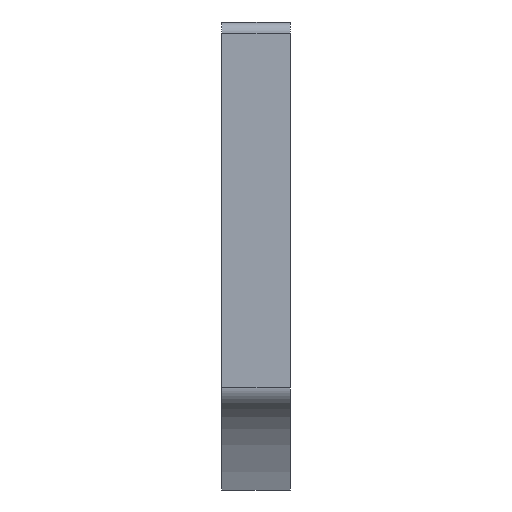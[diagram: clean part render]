
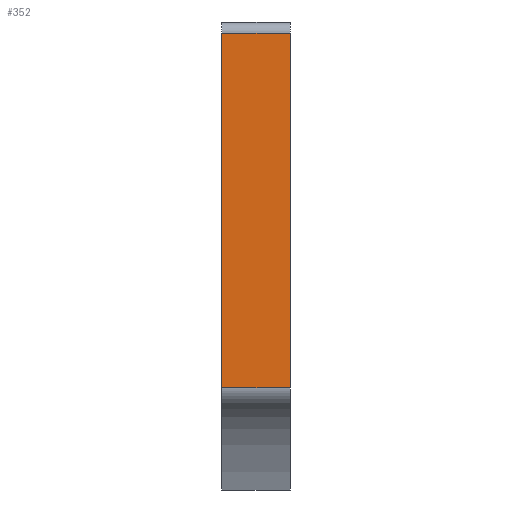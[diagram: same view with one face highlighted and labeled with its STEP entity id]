
A CAD part, left-side view. The second image highlights one B-rep face of the part: STEP entity #352.
In plain terms, the highlighted planar face has unit normal (-1, 0, 0).
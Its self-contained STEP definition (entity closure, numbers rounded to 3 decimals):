
#14 = CARTESIAN_POINT ( 'NONE',  ( -32.5, 3., 0. ) ) ;
#33 = CARTESIAN_POINT ( 'NONE',  ( -32.5, 3., -16. ) ) ;
#34 = VERTEX_POINT ( 'NONE', #414 ) ;
#38 = VERTEX_POINT ( 'NONE', #88 ) ;
#50 = VECTOR ( 'NONE', #93, 1000. ) ;
#72 = LINE ( 'NONE', #254, #151 ) ;
#78 = DIRECTION ( 'NONE',  ( 0., -1., 0. ) ) ;
#88 = CARTESIAN_POINT ( 'NONE',  ( -32.5, 0., -16. ) ) ;
#89 = PLANE ( 'NONE',  #470 ) ;
#93 = DIRECTION ( 'NONE',  ( 0., 0., 1. ) ) ;
#96 = VERTEX_POINT ( 'NONE', #395 ) ;
#104 = DIRECTION ( 'NONE',  ( 0., 0., 1. ) ) ;
#110 = EDGE_CURVE ( 'NONE', #137, #96, #363, .T. ) ;
#137 = VERTEX_POINT ( 'NONE', #33 ) ;
#151 = VECTOR ( 'NONE', #78, 1000. ) ;
#162 = VECTOR ( 'NONE', #399, 1000. ) ;
#164 = ORIENTED_EDGE ( 'NONE', *, *, #412, .T. ) ;
#166 = CARTESIAN_POINT ( 'NONE',  ( -32.5, 0., 0. ) ) ;
#168 = EDGE_CURVE ( 'NONE', #34, #96, #169, .T. ) ;
#169 = LINE ( 'NONE', #282, #162 ) ;
#178 = EDGE_CURVE ( 'NONE', #137, #38, #72, .T. ) ;
#185 = ORIENTED_EDGE ( 'NONE', *, *, #168, .T. ) ;
#237 = ORIENTED_EDGE ( 'NONE', *, *, #178, .T. ) ;
#238 = EDGE_LOOP ( 'NONE', ( #164, #185, #283, #237 ) ) ;
#249 = FACE_OUTER_BOUND ( 'NONE', #238, .T. ) ;
#254 = CARTESIAN_POINT ( 'NONE',  ( -32.5, 3., -16. ) ) ;
#282 = CARTESIAN_POINT ( 'NONE',  ( -32.5, 3., -0.5 ) ) ;
#283 = ORIENTED_EDGE ( 'NONE', *, *, #110, .F. ) ;
#352 = ADVANCED_FACE ( 'NONE', ( #249 ), #89, .F. ) ;
#363 = LINE ( 'NONE', #392, #367 ) ;
#367 = VECTOR ( 'NONE', #104, 1000. ) ;
#372 = LINE ( 'NONE', #166, #50 ) ;
#377 = DIRECTION ( 'NONE',  ( 0., 0., -1. ) ) ;
#392 = CARTESIAN_POINT ( 'NONE',  ( -32.5, 3., 0. ) ) ;
#395 = CARTESIAN_POINT ( 'NONE',  ( -32.5, 3., -0.5 ) ) ;
#399 = DIRECTION ( 'NONE',  ( 0., 1., 0. ) ) ;
#412 = EDGE_CURVE ( 'NONE', #38, #34, #372, .T. ) ;
#414 = CARTESIAN_POINT ( 'NONE',  ( -32.5, 0., -0.5 ) ) ;
#460 = DIRECTION ( 'NONE',  ( 1., 0., 0. ) ) ;
#470 = AXIS2_PLACEMENT_3D ( 'NONE', #14, #460, #377 ) ;
